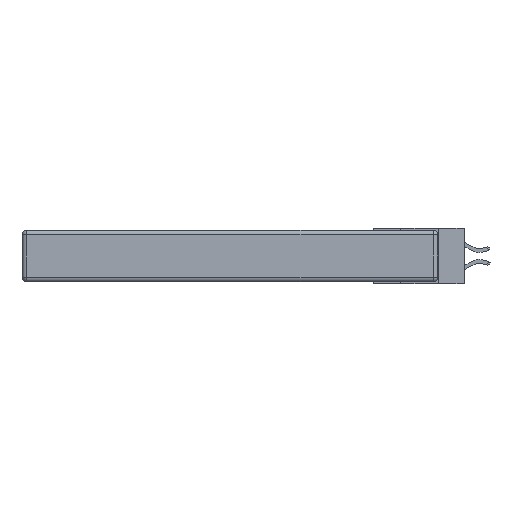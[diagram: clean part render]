
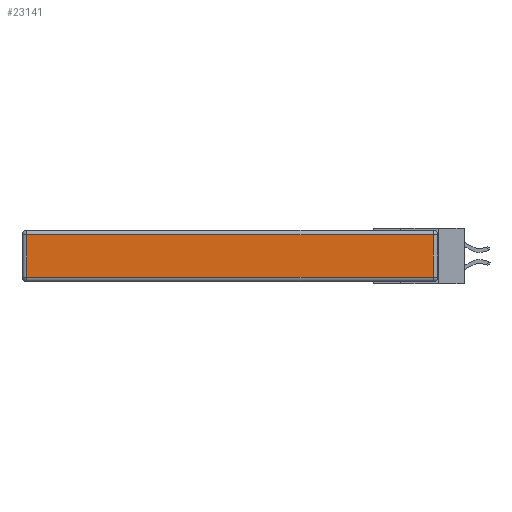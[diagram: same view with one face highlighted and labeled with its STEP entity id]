
A CAD part, left-side view. The second image highlights one B-rep face of the part: STEP entity #23141.
In plain terms, the highlighted planar face has unit normal (-1, 0, 0).
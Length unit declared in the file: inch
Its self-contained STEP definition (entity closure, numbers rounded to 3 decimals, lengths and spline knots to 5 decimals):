
#1652 = DIRECTION ( 'NONE',  ( 0., 0., 1. ) ) ;
#4121 = CARTESIAN_POINT ( 'NONE',  ( 0., 2.72, -0.03 ) ) ;
#6347 = VERTEX_POINT ( 'NONE', #16880 ) ;
#6430 = DIRECTION ( 'NONE',  ( -1., 0., 0. ) ) ;
#6432 = DIRECTION ( 'NONE',  ( 0., 0., 1. ) ) ;
#7641 = ORIENTED_EDGE ( 'NONE', *, *, #26289, .T. ) ;
#7971 = EDGE_LOOP ( 'NONE', ( #19681, #25571, #7641, #30069 ) ) ;
#8762 = VECTOR ( 'NONE', #16141, 39.37008 ) ;
#9127 = EDGE_CURVE ( 'NONE', #26881, #10978, #14330, .T. ) ;
#9393 = FACE_OUTER_BOUND ( 'NONE', #7971, .T. ) ;
#9403 = EDGE_CURVE ( 'NONE', #10978, #6347, #20569, .T. ) ;
#10978 = VERTEX_POINT ( 'NONE', #15550 ) ;
#11290 = CARTESIAN_POINT ( 'NONE',  ( 0., 0.03, -0.343 ) ) ;
#12857 = VECTOR ( 'NONE', #6432, 39.37008 ) ;
#14330 = LINE ( 'NONE', #29523, #25333 ) ;
#15219 = CARTESIAN_POINT ( 'NONE',  ( 0., 2.72, -0.313 ) ) ;
#15550 = CARTESIAN_POINT ( 'NONE',  ( 0., 0.03, -0.313 ) ) ;
#16141 = DIRECTION ( 'NONE',  ( 0., 1., 0. ) ) ;
#16779 = CARTESIAN_POINT ( 'NONE',  ( 0., 2.72, -0.343 ) ) ;
#16880 = CARTESIAN_POINT ( 'NONE',  ( 0., 0.03, -0.03 ) ) ;
#17202 = CARTESIAN_POINT ( 'NONE',  ( 0., 2.75, -0.03 ) ) ;
#18486 = DIRECTION ( 'NONE',  ( 0., -1., 0. ) ) ;
#18600 = VECTOR ( 'NONE', #28485, 39.37008 ) ;
#19681 = ORIENTED_EDGE ( 'NONE', *, *, #9127, .T. ) ;
#20530 = PLANE ( 'NONE',  #21566 ) ;
#20569 = LINE ( 'NONE', #11290, #12857 ) ;
#21566 = AXIS2_PLACEMENT_3D ( 'NONE', #29678, #6430, #1652 ) ;
#23117 = VERTEX_POINT ( 'NONE', #4121 ) ;
#23141 = ADVANCED_FACE ( 'NONE', ( #9393 ), #20530, .T. ) ;
#24864 = LINE ( 'NONE', #16779, #18600 ) ;
#25333 = VECTOR ( 'NONE', #18486, 39.37008 ) ;
#25571 = ORIENTED_EDGE ( 'NONE', *, *, #9403, .T. ) ;
#26289 = EDGE_CURVE ( 'NONE', #6347, #23117, #26766, .T. ) ;
#26766 = LINE ( 'NONE', #17202, #8762 ) ;
#26881 = VERTEX_POINT ( 'NONE', #15219 ) ;
#27689 = EDGE_CURVE ( 'NONE', #23117, #26881, #24864, .T. ) ;
#28485 = DIRECTION ( 'NONE',  ( 0., 0., -1. ) ) ;
#29523 = CARTESIAN_POINT ( 'NONE',  ( 0., 0., -0.313 ) ) ;
#29678 = CARTESIAN_POINT ( 'NONE',  ( 0., 0., -0.343 ) ) ;
#30069 = ORIENTED_EDGE ( 'NONE', *, *, #27689, .T. ) ;
